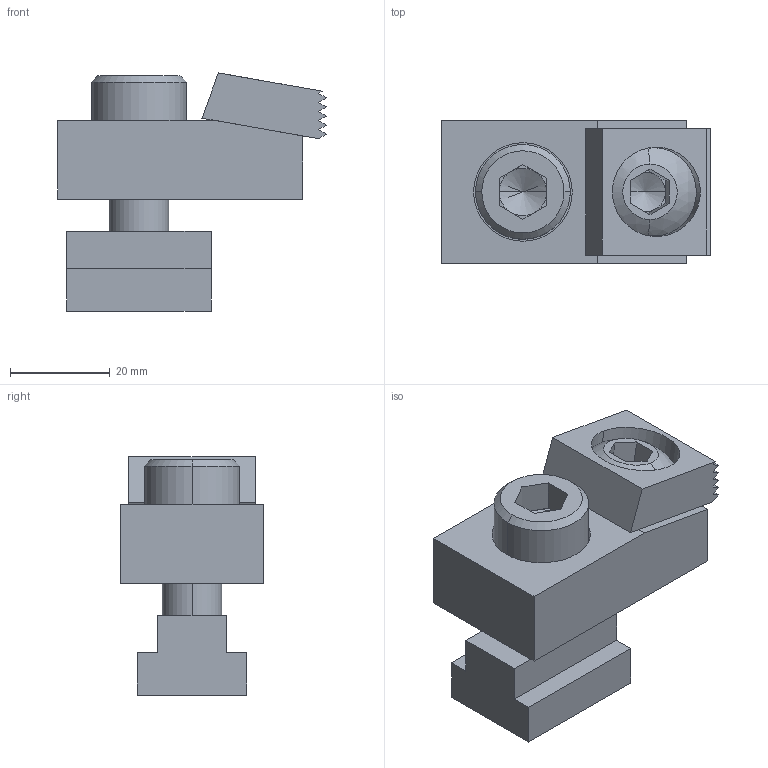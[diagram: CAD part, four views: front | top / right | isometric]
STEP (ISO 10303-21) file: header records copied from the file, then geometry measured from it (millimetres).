
FILE_DESCRIPTION (( 'STEP AP203' ), '1' );
FILE_NAME ('mbtc14.STEP', '2019-12-04T04:53:44', ( '' ), ( '' ), 'SwSTEP 2.0', 'SolidWorks 2018', '' );
FILE_SCHEMA (( 'CONFIG_CONTROL_DESIGN' ));
Length unit declared in the file: millimetre
Products named in the file (6): mbtc14_02; mbtc14; mbtc14_05; mbtc14_03; mbtc14_04; mbtc14_01
Assembly tree (5 placements, depth 2):
  mbtc14
    mbtc14_01
    mbtc14_02
    mbtc14_03
    mbtc14_04
    mbtc14_05
Bounding box: 54.03 x 28.57 x 47.86 mm (x, y, z)
Volume: 36151 mm3; surface area: 15543.8 mm2
Topology: 5 solids, 5 shells, 98 faces, 227 edges, 143 vertices
Faces by surface type: plane 66, cylinder 20, cone 10, sphere 2
Entity records: 3478 total; most frequent: CARTESIAN_POINT 577, DIRECTION 491, ORIENTED_EDGE 450, EDGE_CURVE 225, AXIS2_PLACEMENT_3D 166, LINE 159, VECTOR 159, VERTEX_POINT 143
